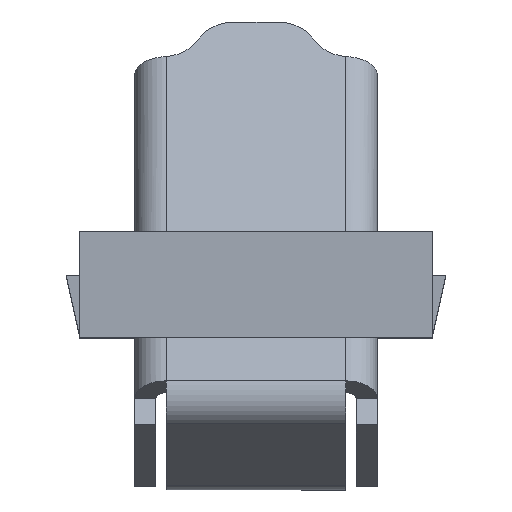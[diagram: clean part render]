
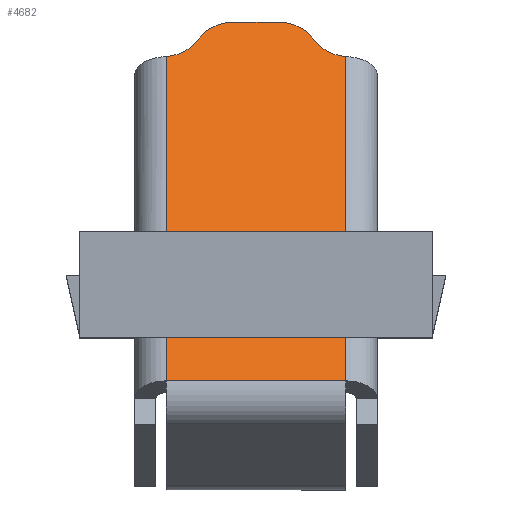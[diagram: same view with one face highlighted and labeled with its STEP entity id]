
A CAD part, top view. The second image highlights one B-rep face of the part: STEP entity #4682.
In plain terms, the highlighted face is planar.
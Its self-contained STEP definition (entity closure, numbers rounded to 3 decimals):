
#268=PLANE('',#4937);
#709=LINE('',#8963,#1212);
#710=LINE('',#8966,#1213);
#711=LINE('',#8972,#1214);
#712=LINE('',#8977,#1215);
#1212=VECTOR('',#5811,17.);
#1213=VECTOR('',#5814,37.274);
#1214=VECTOR('',#5819,4.);
#1215=VECTOR('',#5824,37.274);
#1519=FACE_OUTER_BOUND('',#1771,.T.);
#1771=EDGE_LOOP('',(#3982,#3983,#3984,#3985,#3986,#3987,#3988,#3989));
#1887=CIRCLE('',#4938,4.);
#1888=CIRCLE('',#4939,4.);
#1889=CIRCLE('',#4940,4.);
#1890=CIRCLE('',#4941,4.);
#2251=VERTEX_POINT('',#8938);
#2253=VERTEX_POINT('',#8944);
#2259=VERTEX_POINT('',#8965);
#2260=VERTEX_POINT('',#8967);
#2261=VERTEX_POINT('',#8969);
#2262=VERTEX_POINT('',#8971);
#2263=VERTEX_POINT('',#8973);
#2264=VERTEX_POINT('',#8975);
#2849=EDGE_CURVE('',#2251,#2253,#709,.T.);
#2850=EDGE_CURVE('',#2259,#2253,#710,.T.);
#2851=EDGE_CURVE('',#2259,#2260,#1887,.T.);
#2852=EDGE_CURVE('',#2260,#2261,#1888,.T.);
#2853=EDGE_CURVE('',#2262,#2261,#711,.T.);
#2854=EDGE_CURVE('',#2262,#2263,#1889,.T.);
#2855=EDGE_CURVE('',#2263,#2264,#1890,.T.);
#2856=EDGE_CURVE('',#2264,#2251,#712,.T.);
#3982=ORIENTED_EDGE('',*,*,#2850,.F.);
#3983=ORIENTED_EDGE('',*,*,#2851,.T.);
#3984=ORIENTED_EDGE('',*,*,#2852,.T.);
#3985=ORIENTED_EDGE('',*,*,#2853,.F.);
#3986=ORIENTED_EDGE('',*,*,#2854,.T.);
#3987=ORIENTED_EDGE('',*,*,#2855,.T.);
#3988=ORIENTED_EDGE('',*,*,#2856,.T.);
#3989=ORIENTED_EDGE('',*,*,#2849,.T.);
#4682=ADVANCED_FACE('',(#1519),#268,.T.);
#4937=AXIS2_PLACEMENT_3D('',#8964,#5812,#5813);
#4938=AXIS2_PLACEMENT_3D('',#8968,#5815,#5816);
#4939=AXIS2_PLACEMENT_3D('',#8970,#5817,#5818);
#4940=AXIS2_PLACEMENT_3D('',#8974,#5820,#5821);
#4941=AXIS2_PLACEMENT_3D('',#8976,#5822,#5823);
#5811=DIRECTION('',(0.,0.,-1.));
#5812=DIRECTION('center_axis',(0.,1.,0.));
#5813=DIRECTION('ref_axis',(0.,0.,1.));
#5814=DIRECTION('',(1.,0.,0.));
#5815=DIRECTION('center_axis',(0.,-1.,0.));
#5816=DIRECTION('ref_axis',(0.,0.,1.));
#5817=DIRECTION('center_axis',(0.,1.,0.));
#5818=DIRECTION('ref_axis',(0.,0.,1.));
#5819=DIRECTION('',(0.,0.,-1.));
#5820=DIRECTION('center_axis',(0.,1.,0.));
#5821=DIRECTION('ref_axis',(0.,0.,1.));
#5822=DIRECTION('center_axis',(0.,-1.,0.));
#5823=DIRECTION('ref_axis',(0.,0.,1.));
#5824=DIRECTION('',(1.,0.,0.));
#8938=CARTESIAN_POINT('',(9.251,11.,8.5));
#8944=CARTESIAN_POINT('',(9.251,11.,-8.5));
#8963=CARTESIAN_POINT('',(9.251,11.,8.5));
#8964=CARTESIAN_POINT('Origin',(-28.,11.,8.5));
#8965=CARTESIAN_POINT('',(-28.023,11.,-8.5));
#8966=CARTESIAN_POINT('',(-28.,11.,-8.5));
#8967=CARTESIAN_POINT('',(-30.,11.,-5.464));
#8968=CARTESIAN_POINT('Origin',(-32.,11.,-8.928));
#8969=CARTESIAN_POINT('',(-32.,11.,-2.));
#8970=CARTESIAN_POINT('Origin',(-28.,11.,-2.));
#8971=CARTESIAN_POINT('',(-32.,11.,2.));
#8972=CARTESIAN_POINT('',(-32.,11.,-6.));
#8973=CARTESIAN_POINT('',(-30.,11.,5.464));
#8974=CARTESIAN_POINT('Origin',(-28.,11.,2.));
#8975=CARTESIAN_POINT('',(-28.023,11.,8.5));
#8976=CARTESIAN_POINT('Origin',(-32.,11.,8.928));
#8977=CARTESIAN_POINT('',(-28.,11.,8.5));
